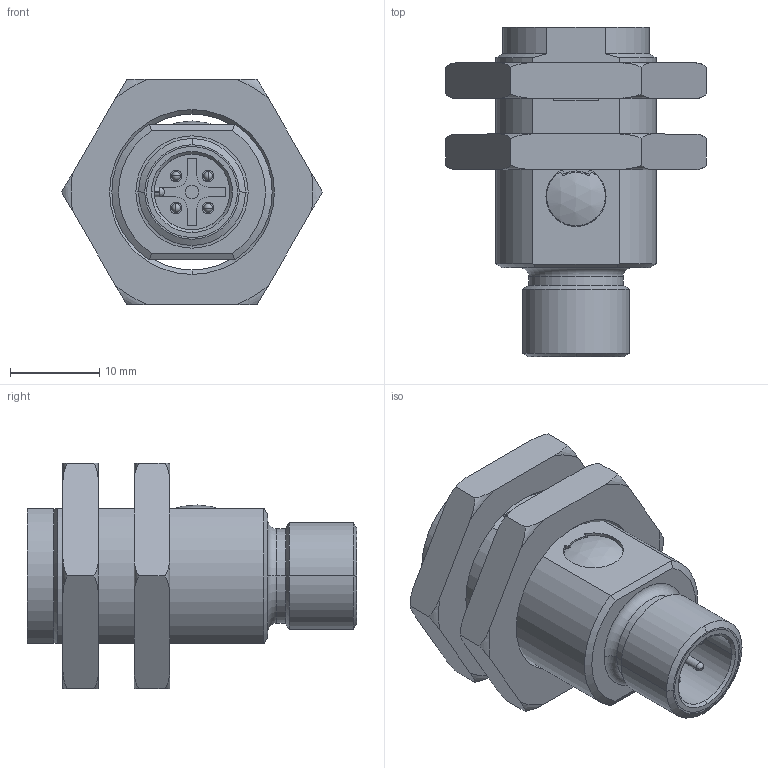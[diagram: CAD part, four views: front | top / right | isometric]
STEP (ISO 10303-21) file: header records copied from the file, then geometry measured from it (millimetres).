
FILE_DESCRIPTION (( 'STEP AP214' ), '1' );
FILE_NAME ('LLR-M18MA-NMS-603.STEP', '2021-12-15T10:42:25', ( '' ), ( '' ), 'SwSTEP 2.0', 'SolidWorks 2021', '' );
FILE_SCHEMA (( 'AUTOMOTIVE_DESIGN' ));
Length unit declared in the file: inch
Products named in the file (1): LLR-M18MA-NMS-603
Bounding box: 29.28 x 37 x 25.36 mm (x, y, z)
Volume: 9365.8 mm3; surface area: 4991.4 mm2
Topology: 3 solids, 3 shells, 176 faces, 448 edges, 287 vertices
Faces by surface type: plane 65, cylinder 50, torus 27, cone 22, sphere 9, bspline 3
Entity records: 6188 total; most frequent: CARTESIAN_POINT 1932, ORIENTED_EDGE 880, DIRECTION 859, EDGE_CURVE 440, AXIS2_PLACEMENT_3D 328, VERTEX_POINT 287, LINE 203, VECTOR 203
